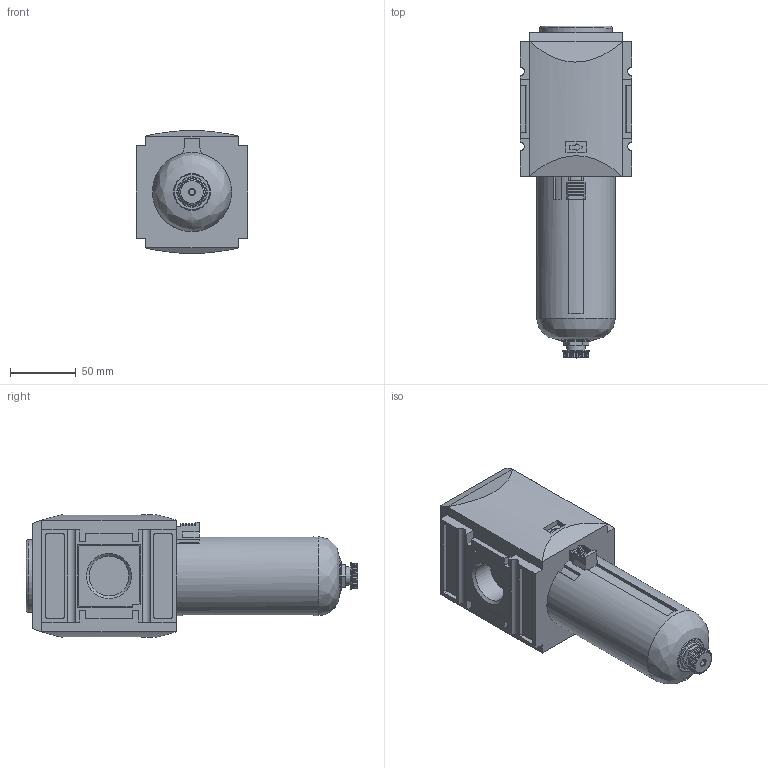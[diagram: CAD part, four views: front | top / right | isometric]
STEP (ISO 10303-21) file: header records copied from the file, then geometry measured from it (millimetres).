
FILE_DESCRIPTION( ( 'STEP AP203' ), '1' );
FILE_NAME( '91324_GG00_2_03.stp', ' ', ( ' ' ), ( ' ' ), 'PSStep 15.0.47', 'PARTsolutions', ' ' );
FILE_SCHEMA( ( 'CONFIG_CONTROL_DESIGN' ) );
Length unit declared in the file: millimetre
Products named in the file (3): 91324.GG00; _FU 6171G 1000-1; _FU 6171_0
Assembly tree (2 placements, depth 2):
  91324.GG00
    _FU 6171G 1000-1
    _FU 6171_0
Bounding box: 85 x 252 x 93.27 mm (x, y, z)
Volume: 1088549.1 mm3; surface area: 95509.2 mm2
Topology: 2 solids, 2 shells, 394 faces, 1044 edges, 684 vertices
Faces by surface type: plane 230, cylinder 123, cone 23, torus 17, bspline 1
Full cylindrical faces by diameter (mm): 4 x2, 8.566 x1, 9.3 x2, 14 x1, 20 x1, 22 x1, 23 x1, 27 x1, 30.291 x2, 55 x1, 60 x1
Entity records: 12631 total; most frequent: CARTESIAN_POINT 2956, ORIENTED_EDGE 2012, DIRECTION 1898, EDGE_CURVE 1006, VERTEX_POINT 674, LINE 662, VECTOR 662, AXIS2_PLACEMENT_3D 618
